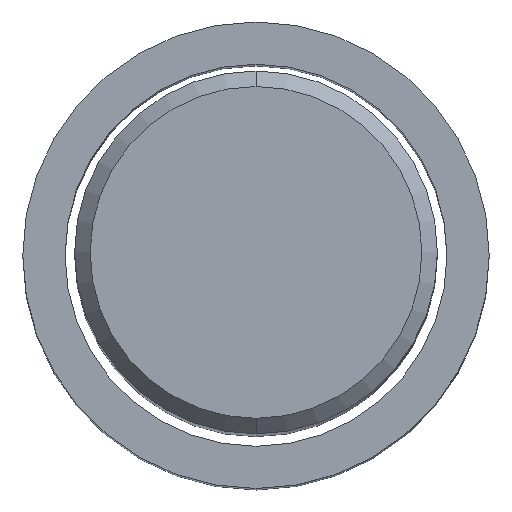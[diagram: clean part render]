
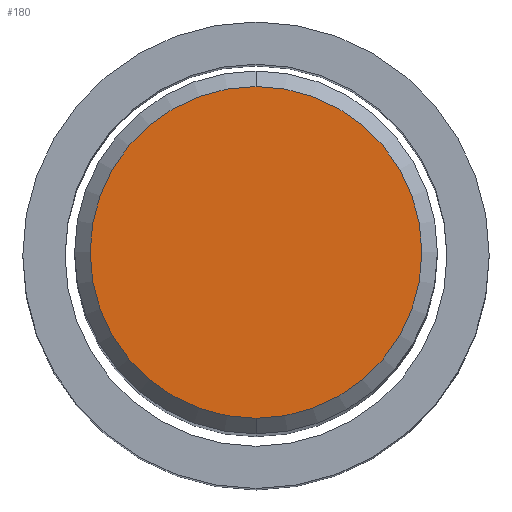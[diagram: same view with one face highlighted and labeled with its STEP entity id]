
A CAD part, top view. The second image highlights one B-rep face of the part: STEP entity #180.
In plain terms, the highlighted planar face has unit normal (0, 0, 1).
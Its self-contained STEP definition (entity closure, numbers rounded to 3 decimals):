
#180=ADVANCED_FACE('',(#477),#478,.T.);
#232=EDGE_CURVE('',#294,#264,#536,.T.);
#264=VERTEX_POINT('',#569);
#272=EDGE_CURVE('',#264,#294,#578,.T.);
#294=VERTEX_POINT('',#603);
#477=FACE_OUTER_BOUND('',#828,.T.);
#478=PLANE('',#829);
#536=CIRCLE('',#988,6.4);
#569=CARTESIAN_POINT('',(0.0,6.4,0.0));
#578=CIRCLE('',#1071,6.4);
#603=CARTESIAN_POINT('',(0.,-6.4,0.0));
#828=EDGE_LOOP('',(#1471,#1472));
#829=AXIS2_PLACEMENT_3D('',#1473,#1474,#1475);
#988=AXIS2_PLACEMENT_3D('',#1536,#1537,#1538);
#1071=AXIS2_PLACEMENT_3D('',#1574,#1575,#1576);
#1471=ORIENTED_EDGE('',*,*,#272,.F.);
#1472=ORIENTED_EDGE('',*,*,#232,.F.);
#1473=CARTESIAN_POINT('',(0.0,3.2,0.0));
#1474=DIRECTION('',(-0.0,0.0,1.0));
#1475=DIRECTION('',(0.0,-1.0,0.0));
#1536=CARTESIAN_POINT('',(0.0,0.0,0.0));
#1537=DIRECTION('',(0.0,0.0,-1.0));
#1538=DIRECTION('',(0.0,1.0,0.0));
#1574=CARTESIAN_POINT('',(0.0,0.0,0.0));
#1575=DIRECTION('',(0.0,0.0,-1.0));
#1576=DIRECTION('',(0.0,1.0,0.0));
